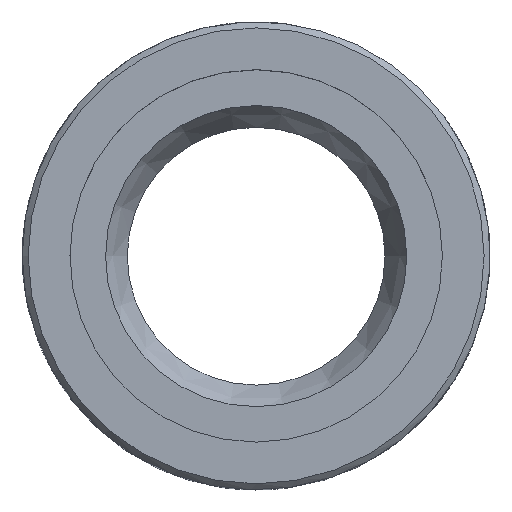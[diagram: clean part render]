
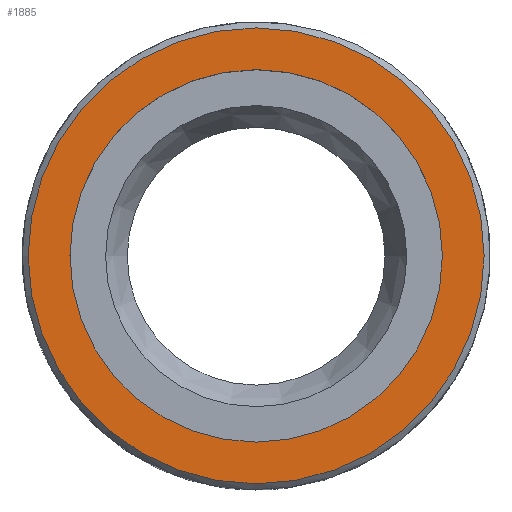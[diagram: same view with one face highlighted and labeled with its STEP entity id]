
A CAD part, top view. The second image highlights one B-rep face of the part: STEP entity #1885.
In plain terms, the highlighted planar face has unit normal (0, 0, 1).
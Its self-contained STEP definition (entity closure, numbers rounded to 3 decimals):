
#502=ORIENTED_EDGE('',*,*,#790,.T.);
#503=ORIENTED_EDGE('',*,*,#724,.F.);
#724=EDGE_CURVE('',#900,#900,#989,.T.);
#790=EDGE_CURVE('',#936,#936,#1022,.T.);
#900=VERTEX_POINT('',#2711);
#936=VERTEX_POINT('',#2877);
#989=CIRCLE('',#1979,37.85);
#1022=CIRCLE('',#2049,30.918);
#1088=EDGE_LOOP('',(#502));
#1089=EDGE_LOOP('',(#503));
#1184=FACE_BOUND('',#1088,.T.);
#1185=FACE_BOUND('',#1089,.T.);
#1241=PLANE('',#2048);
#1885=ADVANCED_FACE('',(#1184,#1185),#1241,.F.);
#1979=AXIS2_PLACEMENT_3D('',#2710,#2241,#2242);
#2048=AXIS2_PLACEMENT_3D('',#2875,#2409,#2410);
#2049=AXIS2_PLACEMENT_3D('',#2876,#2411,#2412);
#2241=DIRECTION('',(0.,0.,-1.));
#2242=DIRECTION('',(-1.,0.,0.));
#2409=DIRECTION('',(0.,0.,-1.));
#2410=DIRECTION('',(-1.,0.,0.));
#2411=DIRECTION('',(0.,0.,-1.));
#2412=DIRECTION('',(1.,0.,0.));
#2710=CARTESIAN_POINT('',(0.,0.,35.3));
#2711=CARTESIAN_POINT('',(-37.85,0.,35.3));
#2875=CARTESIAN_POINT('',(38.85,0.,35.3));
#2876=CARTESIAN_POINT('',(0.,0.,35.3));
#2877=CARTESIAN_POINT('',(30.918,0.,35.3));
